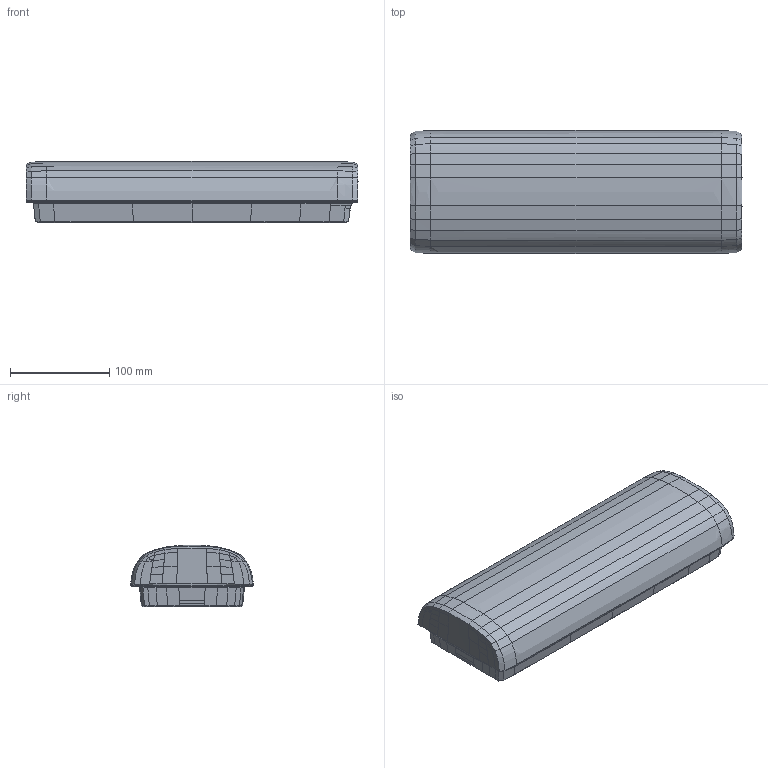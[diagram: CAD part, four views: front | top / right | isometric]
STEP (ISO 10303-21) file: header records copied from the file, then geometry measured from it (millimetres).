
FILE_DESCRIPTION (( 'STEP AP214' ), '1' );
FILE_NAME ('URAN LED.STEP', '2018-07-08T17:00:13', ( '' ), ( '' ), 'SwSTEP 2.0', 'SolidWorks 2013', '' );
FILE_SCHEMA (( 'AUTOMOTIVE_DESIGN' ));
Length unit declared in the file: millimetre
Products named in the file (1): URAN LED
Bounding box: 334.99 x 124.15 x 62.49 mm (x, y, z)
Surface area: 124499.4 mm2 (no closed solid volume)
Topology: 0 solids, 118 shells, 586 faces, 1684 edges, 1192 vertices
Faces by surface type: bspline 406, plane 180
Entity records: 35559 total; most frequent: CARTESIAN_POINT 16618, ORIENTED_EDGE 2150, DIRECTION 1762, EDGE_CURVE 1661, VECTOR 1400, LINE 1400, VERTEX_POINT 1192, UNCERTAINTY_MEASURE_WITH_UNIT 588
